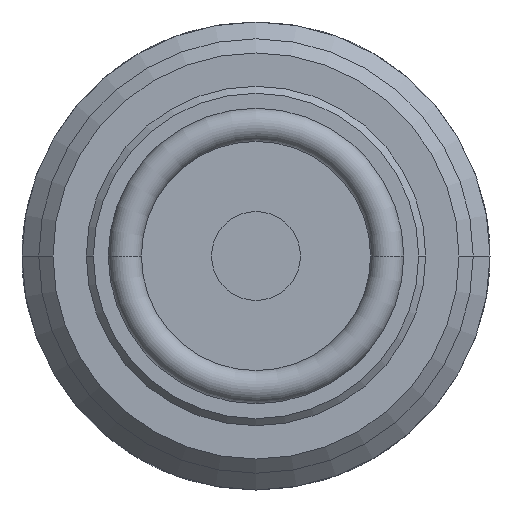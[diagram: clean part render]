
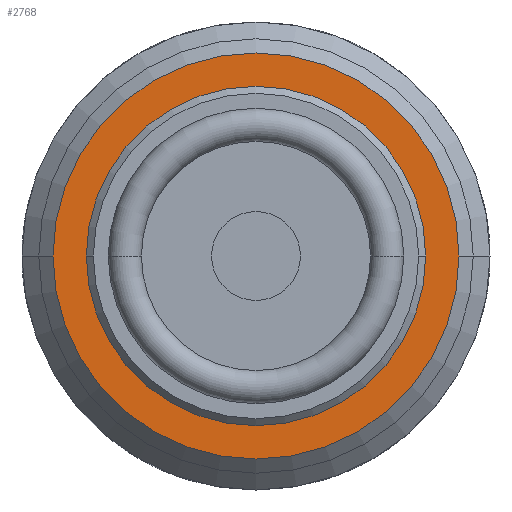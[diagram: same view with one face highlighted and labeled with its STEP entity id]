
A CAD part, front view. The second image highlights one B-rep face of the part: STEP entity #2768.
In plain terms, the highlighted planar face has unit normal (0, -1, 0).
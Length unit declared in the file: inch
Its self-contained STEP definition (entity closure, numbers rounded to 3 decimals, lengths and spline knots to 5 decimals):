
#1164=CARTESIAN_POINT('',(0.,0.015,0.));
#1165=DIRECTION('',(0.,1.,0.));
#1166=DIRECTION('',(1.,0.,0.));
#1167=AXIS2_PLACEMENT_3D('',#1164,#1165,#1166);
#1173=CARTESIAN_POINT('',(0.,0.015,0.));
#1174=DIRECTION('',(0.,-1.,0.));
#1175=DIRECTION('',(1.,0.,0.));
#1176=AXIS2_PLACEMENT_3D('',#1173,#1174,#1175);
#1182=CARTESIAN_POINT('',(0.,0.015,0.));
#1183=DIRECTION('',(0.,-1.,0.));
#1184=DIRECTION('',(1.,0.,0.));
#1185=AXIS2_PLACEMENT_3D('',#1182,#1183,#1184);
#1187=CARTESIAN_POINT('',(0.,0.015,0.));
#1188=DIRECTION('',(0.,1.,0.));
#1189=DIRECTION('',(1.,0.,0.));
#1190=AXIS2_PLACEMENT_3D('',#1187,#1188,#1189);
#1373=CARTESIAN_POINT('',(0.359,0.015,0.));
#1375=VERTEX_POINT('',#1373);
#1376=CARTESIAN_POINT('',(0.4295,0.015,0.));
#1378=VERTEX_POINT('',#1376);
#1387=CARTESIAN_POINT('',(-0.359,0.015,0.));
#1389=VERTEX_POINT('',#1387);
#1390=CARTESIAN_POINT('',(-0.4295,0.015,0.));
#1392=VERTEX_POINT('',#1390);
#2753=CARTESIAN_POINT('',(0.,0.015,0.));
#2754=DIRECTION('',(0.,1.,0.));
#2755=DIRECTION('',(1.,0.,0.));
#2756=AXIS2_PLACEMENT_3D('',#2753,#2754,#2755);
#2757=PLANE('',#2756);
#2758=ORIENTED_EDGE('',*,*,#2735,.T.);
#2759=ORIENTED_EDGE('',*,*,#2746,.F.);
#2760=EDGE_LOOP('',(#2758,#2759));
#2761=FACE_OUTER_BOUND('',#2760,.F.);
#2763=ORIENTED_EDGE('',*,*,#2762,.T.);
#2765=ORIENTED_EDGE('',*,*,#2764,.F.);
#2766=EDGE_LOOP('',(#2763,#2765));
#2767=FACE_BOUND('',#2766,.F.);
#1168=CIRCLE('',#1167,0.4295);
#1177=CIRCLE('',#1176,0.4295);
#1186=CIRCLE('',#1185,0.359);
#1191=CIRCLE('',#1190,0.359);
#2735=EDGE_CURVE('',#1378,#1392,#1168,.T.);
#2746=EDGE_CURVE('',#1378,#1392,#1177,.T.);
#2762=EDGE_CURVE('',#1375,#1389,#1186,.T.);
#2764=EDGE_CURVE('',#1375,#1389,#1191,.T.);
#2768=ADVANCED_FACE('',(#2761,#2767),#2757,.F.);
